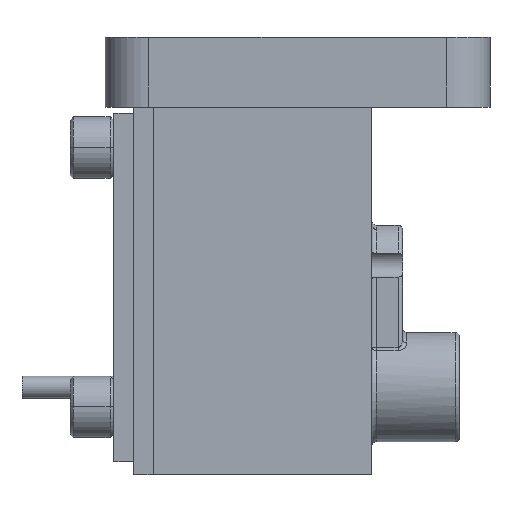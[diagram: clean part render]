
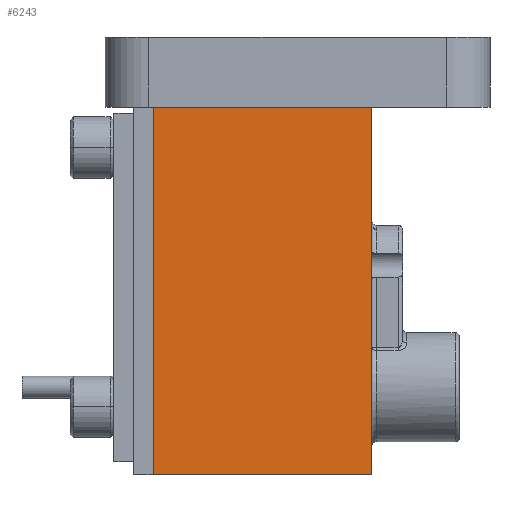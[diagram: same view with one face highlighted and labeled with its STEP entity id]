
A CAD part, left-side view. The second image highlights one B-rep face of the part: STEP entity #6243.
In plain terms, the highlighted planar face has unit normal (-1, 0, 0).
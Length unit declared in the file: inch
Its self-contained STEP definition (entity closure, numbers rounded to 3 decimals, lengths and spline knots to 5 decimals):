
#314 = EDGE_CURVE ( 'NONE', #6303, #6255, #3542, .T. ) ;
#406 = CARTESIAN_POINT ( 'NONE',  ( -0.23, 0.33, -1. ) ) ;
#473 = LINE ( 'NONE', #406, #6362 ) ;
#723 = VECTOR ( 'NONE', #3449, 39.37008 ) ;
#869 = DIRECTION ( 'NONE',  ( 0., -1., 0. ) ) ;
#1320 = CARTESIAN_POINT ( 'NONE',  ( -0.23, 0.33, -1. ) ) ;
#1441 = VERTEX_POINT ( 'NONE', #1974 ) ;
#1690 = ORIENTED_EDGE ( 'NONE', *, *, #2335, .T. ) ;
#1765 = EDGE_CURVE ( 'NONE', #6303, #1441, #473, .T. ) ;
#1825 = FACE_OUTER_BOUND ( 'NONE', #4862, .T. ) ;
#1974 = CARTESIAN_POINT ( 'NONE',  ( -0.23, 0.33, -0.16 ) ) ;
#2209 = ORIENTED_EDGE ( 'NONE', *, *, #6286, .F. ) ;
#2335 = EDGE_CURVE ( 'NONE', #6255, #5222, #4405, .T. ) ;
#2719 = CARTESIAN_POINT ( 'NONE',  ( -0.23, -0.17, -0.16 ) ) ;
#2819 = DIRECTION ( 'NONE',  ( 0., 0., 1. ) ) ;
#3157 = VECTOR ( 'NONE', #4564, 39.37008 ) ;
#3287 = ORIENTED_EDGE ( 'NONE', *, *, #1765, .F. ) ;
#3303 = CARTESIAN_POINT ( 'NONE',  ( -0.23, -0.34, -0.16 ) ) ;
#3449 = DIRECTION ( 'NONE',  ( 0., 0., 1. ) ) ;
#3542 = LINE ( 'NONE', #4594, #3157 ) ;
#3732 = AXIS2_PLACEMENT_3D ( 'NONE', #6128, #5604, #6227 ) ;
#4374 = CARTESIAN_POINT ( 'NONE',  ( -0.23, -0.17, -1. ) ) ;
#4405 = LINE ( 'NONE', #4374, #723 ) ;
#4564 = DIRECTION ( 'NONE',  ( 0., -1., 0. ) ) ;
#4594 = CARTESIAN_POINT ( 'NONE',  ( -0.23, -0.17, -1. ) ) ;
#4862 = EDGE_LOOP ( 'NONE', ( #3287, #5124, #1690, #2209 ) ) ;
#5124 = ORIENTED_EDGE ( 'NONE', *, *, #314, .T. ) ;
#5158 = LINE ( 'NONE', #3303, #5677 ) ;
#5189 = CARTESIAN_POINT ( 'NONE',  ( -0.23, -0.17, -1. ) ) ;
#5222 = VERTEX_POINT ( 'NONE', #2719 ) ;
#5604 = DIRECTION ( 'NONE',  ( -1., 0., 0. ) ) ;
#5633 = PLANE ( 'NONE',  #3732 ) ;
#5677 = VECTOR ( 'NONE', #869, 39.37008 ) ;
#6128 = CARTESIAN_POINT ( 'NONE',  ( -0.23, -0.17, -1. ) ) ;
#6227 = DIRECTION ( 'NONE',  ( 0., 0., 1. ) ) ;
#6243 = ADVANCED_FACE ( 'NONE', ( #1825 ), #5633, .T. ) ;
#6255 = VERTEX_POINT ( 'NONE', #5189 ) ;
#6286 = EDGE_CURVE ( 'NONE', #1441, #5222, #5158, .T. ) ;
#6303 = VERTEX_POINT ( 'NONE', #1320 ) ;
#6362 = VECTOR ( 'NONE', #2819, 39.37008 ) ;
